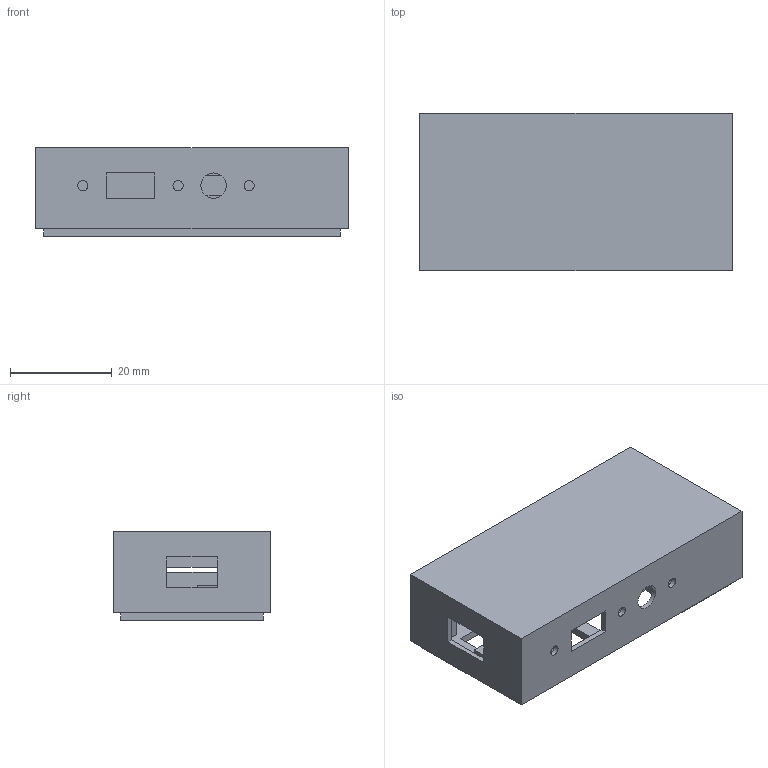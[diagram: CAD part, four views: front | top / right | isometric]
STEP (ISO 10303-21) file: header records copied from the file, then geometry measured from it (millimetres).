
FILE_DESCRIPTION(/* description */ (''),/* implementation_level */ '2;1');
FILE_NAME(/* name */ 'GPS Speedometer case.step',/* time_stamp */ '2025-06-10T23:31:36+02:00',/* author */ (''),/* organization */ (''),/* preprocessor_version */ 'ST-DEVELOPER v20.1',/* originating_system */ 'Autodesk Translation Framework v14.10.0.0',/* authorisation */ '');
FILE_SCHEMA (('AUTOMOTIVE_DESIGN { 1 0 10303 214 3 1 1 }'));
Length unit declared in the file: millimetre
Products named in the file (5): GPS Speedometer; Brace1; Base; BraceArduino; BraceSwitch
Assembly tree (4 placements, depth 2):
  GPS Speedometer
    Brace1
    Base
    BraceArduino
    BraceSwitch
Bounding box: 61.5 x 31 x 17.5 mm (x, y, z)
Volume: 8504.8 mm3; surface area: 14238.7 mm2
Topology: 5 solids, 5 shells, 168 faces, 427 edges, 282 vertices
Faces by surface type: plane 139, cylinder 29
Full cylindrical faces by diameter (mm): 1.5 x4, 2 x20, 3 x4, 5 x1
Entity records: 5245 total; most frequent: CARTESIAN_POINT 886, ORIENTED_EDGE 854, DIRECTION 845, EDGE_CURVE 427, LINE 363, VECTOR 363, VERTEX_POINT 282, AXIS2_PLACEMENT_3D 241
